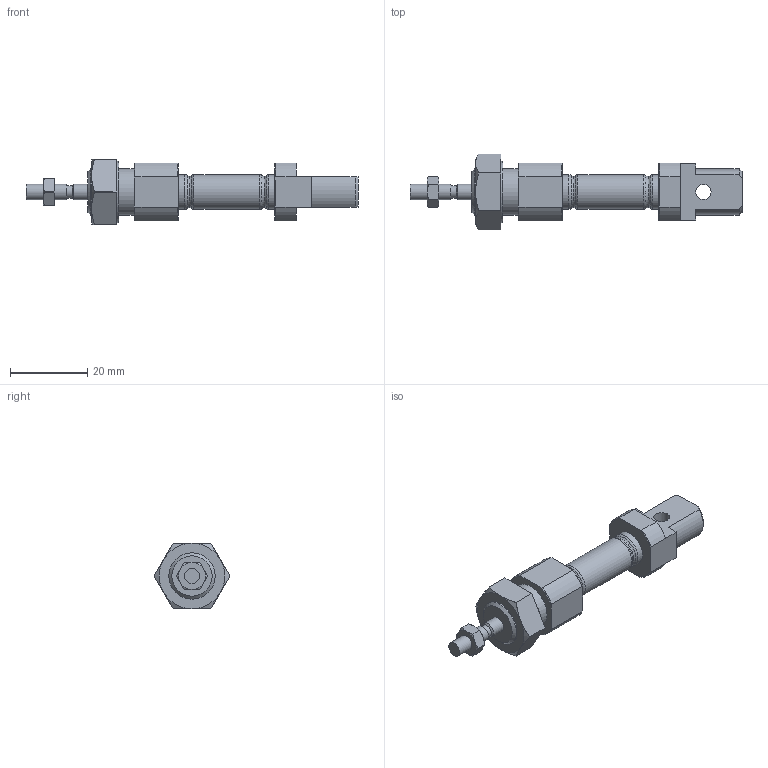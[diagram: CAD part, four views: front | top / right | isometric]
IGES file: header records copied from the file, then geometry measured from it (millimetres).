
Start section: Data from Parasolid IGES Translator 26.0.171, Copyright(c) 2006 Siemens PLM Software. All Rights Reserved.
Global section: file name: IA8X0-0-S-CA()(0).igs; native system: By Siemens PLM Incorporated; preprocessor: XPlus GENERIC/IGES 26.0.171; author: Noname; organization: Noname; date: 20240607.115817; units: millimetre
Bounding box: 86 x 19.63 x 17 mm (x, y, z)
Surface area: 5856 mm2 (no closed solid volume)
Topology: 0 solids, 0 shells, 122 faces, 579 edges, 542 vertices
Faces by surface type: revolution 78, extrusion 44
